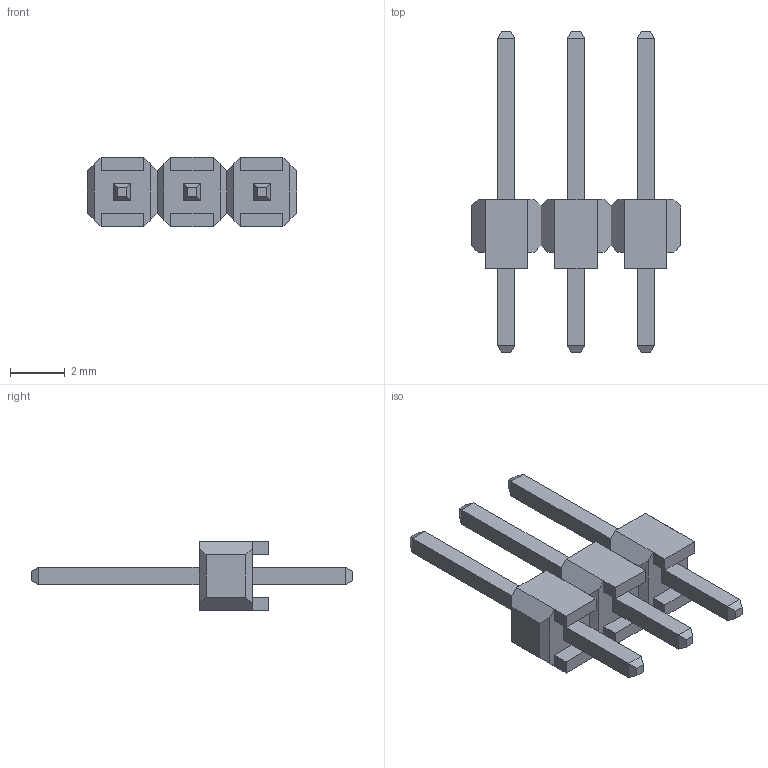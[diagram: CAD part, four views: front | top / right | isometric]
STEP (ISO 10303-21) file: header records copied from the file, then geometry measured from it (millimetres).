
FILE_DESCRIPTION((''),'2;1');
FILE_NAME('M20-999_ASM','2012-12-21T',('wbourne'),(''),'PRO/ENGINEER BY PARAMETRIC TECHNOLOGY CORPORATION, 2011490','PRO/ENGINEER BY PARAMETRIC TECHNOLOGY CORPORATION, 2011490','');
FILE_SCHEMA(('CONFIG_CONTROL_DESIGN','SHAPE_APPEARANCE_LAYERS_GROUPS'));
Length unit declared in the file: millimetre
Products named in the file (3): M20-999-MOULD; M20-999-PIN; M20-999_ASM
Assembly tree (4 placements, depth 2):
  M20-999_ASM
    M20-999-MOULD
    M20-999-PIN  x3
Bounding box: 7.62 x 11.68 x 2.54 mm (x, y, z)
Volume: 48.3 mm3; surface area: 191.9 mm2
Topology: 4 solids, 4 shells, 116 faces, 280 edges, 172 vertices
Faces by surface type: plane 116
Entity records: 3378 total; most frequent: CARTESIAN_POINT 459, ORIENTED_EDGE 448, DIRECTION 414, PRESENTATION_STYLE_ASSIGNMENT 226, STYLED_ITEM 226, VECTOR 224, LINE 224, CURVE_STYLE 224
